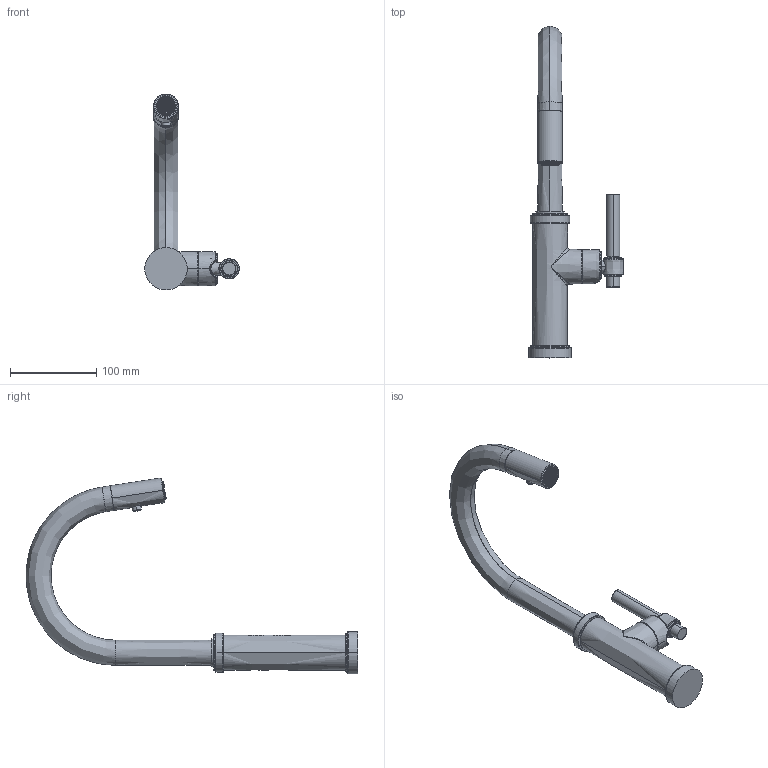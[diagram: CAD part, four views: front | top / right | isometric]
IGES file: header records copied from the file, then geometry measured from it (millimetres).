
Start section:  PTC IGES file: 3180-5243_.igs
Global section: file name: 3180-5243_.igs; native system: Creo Parametric by PTC Inc.; preprocessor: 2023134; author: nehatek; organization: Unknown; date: 20240617.195812; units: inch
Bounding box: 109.59 x 384.7 x 227.18 mm (x, y, z)
Surface area: 80421.6 mm2 (no closed solid volume)
Topology: 0 solids, 0 shells, 1107 faces, 5526 edges, 5524 vertices
Faces by surface type: bspline 885, revolution 222
